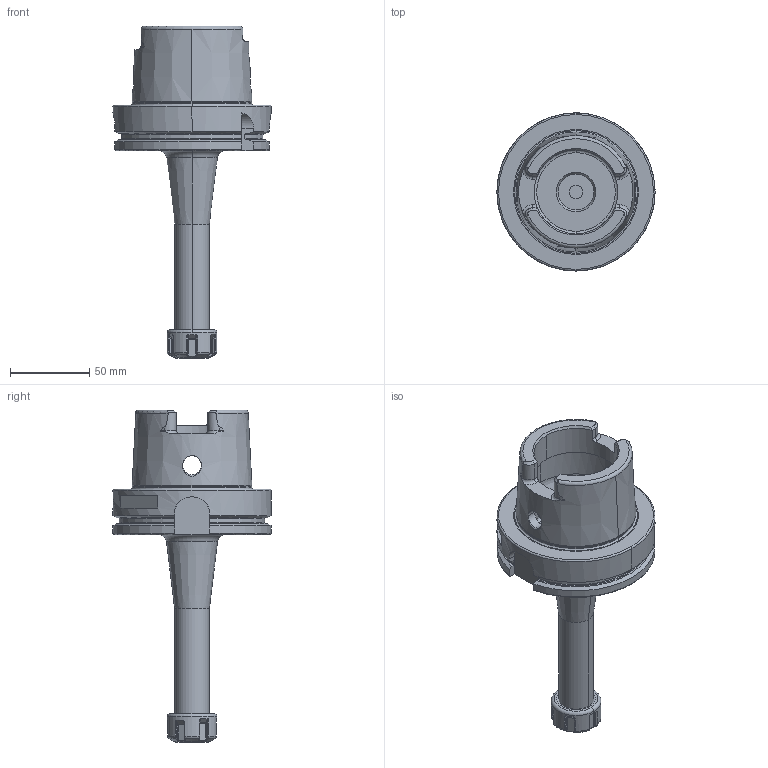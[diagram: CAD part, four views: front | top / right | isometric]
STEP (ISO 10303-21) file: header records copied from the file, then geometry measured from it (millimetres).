
FILE_DESCRIPTION((''),'2;1');
FILE_NAME('A100_02_10_2','2020-08-11T',('103090'),(''),'CREO PARAMETRIC BY PTC INC, 2016260','CREO PARAMETRIC BY PTC INC, 2016260','');
FILE_SCHEMA(('CONFIG_CONTROL_DESIGN'));
Length unit declared in the file: millimetre
Products named in the file (1): A100_02_10_2
Bounding box: 100 x 100 x 210 mm (x, y, z)
Volume: 307574.1 mm3; surface area: 64947.5 mm2
Topology: 1 solids, 1 shells, 365 faces, 891 edges, 535 vertices
Faces by surface type: plane 98, cylinder 86, bspline 72, torus 57, cone 40, sphere 12
Entity records: 14201 total; most frequent: CARTESIAN_POINT 6195, ORIENTED_EDGE 1778, DIRECTION 1480, EDGE_CURVE 889, AXIS2_PLACEMENT_3D 573, VERTEX_POINT 535, EDGE_LOOP 378, FACE_OUTER_BOUND 365
